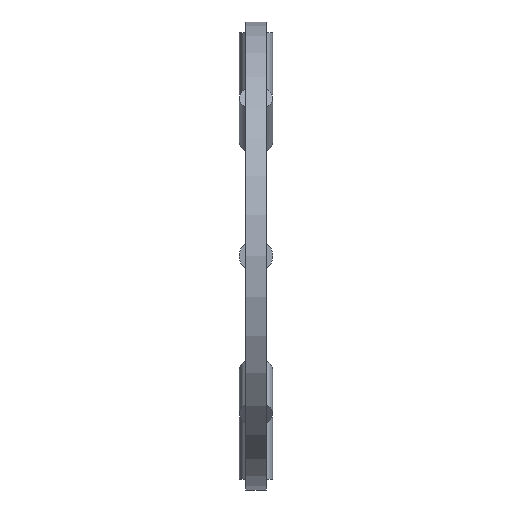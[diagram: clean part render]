
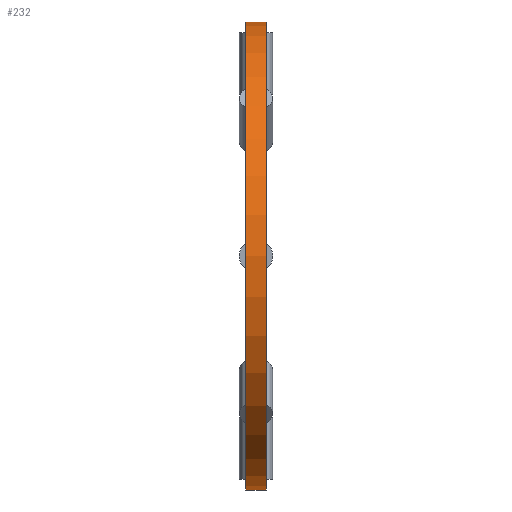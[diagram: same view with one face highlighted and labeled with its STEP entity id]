
A CAD part, front view. The second image highlights one B-rep face of the part: STEP entity #232.
In plain terms, the highlighted cylindrical face has radius 14 mm (diameter 28 mm), a full revolution.
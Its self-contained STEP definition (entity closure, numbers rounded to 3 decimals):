
#232 = ADVANCED_FACE( '', ( #418, #419 ), #420, .T. );
#418 = FACE_OUTER_BOUND( '', #570, .T. );
#419 = FACE_OUTER_BOUND( '', #571, .T. );
#420 = CYLINDRICAL_SURFACE( '', #572, 14. );
#570 = EDGE_LOOP( '', ( #906 ) );
#571 = EDGE_LOOP( '', ( #907 ) );
#572 = AXIS2_PLACEMENT_3D( '', #908, #909, #910 );
#906 = ORIENTED_EDGE( '', *, *, #981, .T. );
#907 = ORIENTED_EDGE( '', *, *, #1052, .F. );
#908 = CARTESIAN_POINT( '', ( 1.6, 0., 0. ) );
#909 = DIRECTION( '', ( -1., 0., 0. ) );
#910 = DIRECTION( '', ( 0., 0., -1. ) );
#981 = EDGE_CURVE( '', #1143, #1143, #1144, .T. );
#1052 = EDGE_CURVE( '', #1253, #1253, #1254, .T. );
#1143 = VERTEX_POINT( '', #1366 );
#1144 = CIRCLE( '', #1367, 14. );
#1253 = VERTEX_POINT( '', #1513 );
#1254 = CIRCLE( '', #1514, 14. );
#1366 = CARTESIAN_POINT( '', ( 0.4, 0., -14. ) );
#1367 = AXIS2_PLACEMENT_3D( '', #1621, #1622, #1623 );
#1513 = CARTESIAN_POINT( '', ( 1.6, 0., -14. ) );
#1514 = AXIS2_PLACEMENT_3D( '', #1715, #1716, #1717 );
#1621 = CARTESIAN_POINT( '', ( 0.4, 0., 0. ) );
#1622 = DIRECTION( '', ( 1., 0., 0. ) );
#1623 = DIRECTION( '', ( 0., 0., -1. ) );
#1715 = CARTESIAN_POINT( '', ( 1.6, 0., 0. ) );
#1716 = DIRECTION( '', ( 1., 0., 0. ) );
#1717 = DIRECTION( '', ( 0., 0., -1. ) );
